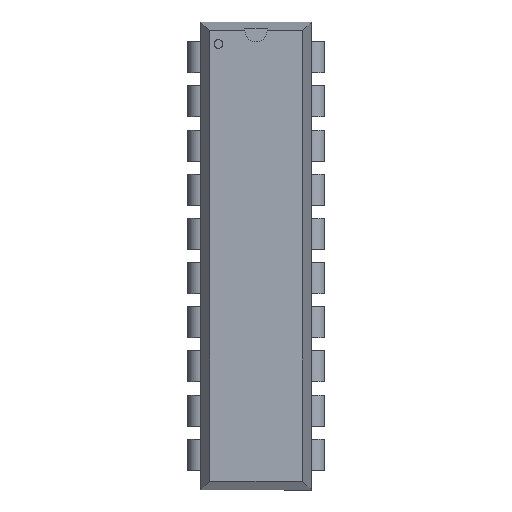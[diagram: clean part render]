
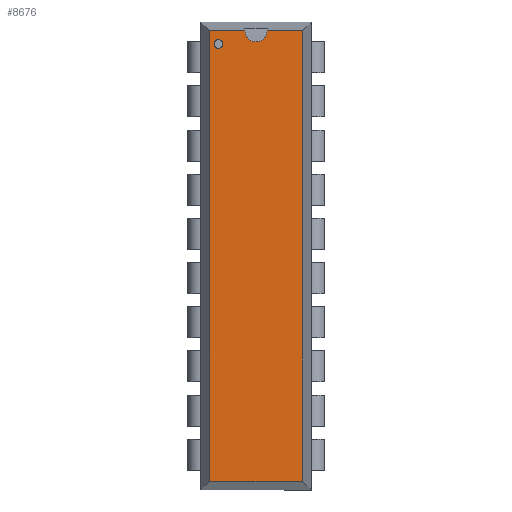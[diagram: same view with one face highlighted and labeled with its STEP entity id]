
A CAD part, top view. The second image highlights one B-rep face of the part: STEP entity #8676.
In plain terms, the highlighted planar face has unit normal (0, 0, 1).
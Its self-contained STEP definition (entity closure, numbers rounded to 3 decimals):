
#8213=CARTESIAN_POINT('',(-2.159,11.936,5.33));
#8214=VERTEX_POINT('',#8213);
#8223=CARTESIAN_POINT('',(-2.159,12.444,5.33));
#8224=VERTEX_POINT('',#8223);
#8225=CARTESIAN_POINT('',(-2.159,12.19,5.33));
#8226=DIRECTION('',(0.0,0.0,1.0));
#8227=DIRECTION('',(0.0,-1.0,0.0));
#8228=AXIS2_PLACEMENT_3D('',#8225,#8226,#8227);
#8229=CIRCLE('',#8228,0.254);
#8230=EDGE_CURVE('',#8224,#8214,#8229,.F.);
#8311=CARTESIAN_POINT('',(2.667,-12.952,5.33));
#8312=VERTEX_POINT('',#8311);
#8319=CARTESIAN_POINT('',(-2.667,-12.952,5.33));
#8320=VERTEX_POINT('',#8319);
#8321=CARTESIAN_POINT('',(-2.667,-12.952,5.33));
#8322=DIRECTION('',(1.0,0.0,0.0));
#8323=VECTOR('',#8322,5.334);
#8324=LINE('',#8321,#8323);
#8325=EDGE_CURVE('',#8312,#8320,#8324,.F.);
#8373=CARTESIAN_POINT('',(-0.635,12.952,5.33));
#8374=VERTEX_POINT('',#8373);
#8408=CARTESIAN_POINT('',(-2.159,12.19,5.33));
#8409=DIRECTION('',(0.0,0.0,1.0));
#8410=DIRECTION('',(0.0,-1.0,0.0));
#8411=AXIS2_PLACEMENT_3D('',#8408,#8409,#8410);
#8412=CIRCLE('',#8411,0.254);
#8413=EDGE_CURVE('',#8214,#8224,#8412,.F.);
#8479=CARTESIAN_POINT('',(2.667,12.952,5.33));
#8480=VERTEX_POINT('',#8479);
#8487=CARTESIAN_POINT('',(2.667,-12.952,5.33));
#8488=DIRECTION('',(0.0,1.0,0.0));
#8489=VECTOR('',#8488,25.904);
#8490=LINE('',#8487,#8489);
#8491=EDGE_CURVE('',#8312,#8480,#8490,.T.);
#8557=CARTESIAN_POINT('',(-2.667,12.952,5.33));
#8558=VERTEX_POINT('',#8557);
#8559=CARTESIAN_POINT('',(-2.667,-12.952,5.33));
#8560=DIRECTION('',(0.0,1.0,0.0));
#8561=VECTOR('',#8560,25.904);
#8562=LINE('',#8559,#8561);
#8563=EDGE_CURVE('',#8320,#8558,#8562,.T.);
#8613=CARTESIAN_POINT('',(0.635,12.952,5.33));
#8614=VERTEX_POINT('',#8613);
#8636=CARTESIAN_POINT('',(0.,12.952,5.33));
#8637=DIRECTION('',(0.0,0.0,1.0));
#8638=DIRECTION('',(0.0,-1.0,0.0));
#8639=AXIS2_PLACEMENT_3D('',#8636,#8637,#8638);
#8640=CIRCLE('',#8639,0.635);
#8641=EDGE_CURVE('',#8614,#8374,#8640,.F.);
#8649=CARTESIAN_POINT('',(2.667,-2.54,5.33));
#8650=DIRECTION('',(0.0,0.0,1.0));
#8651=DIRECTION('',(0.0,-1.0,0.0));
#8652=AXIS2_PLACEMENT_3D('',#8649,#8650,#8651);
#8653=PLANE('',#8652);
#8654=ORIENTED_EDGE('',*,*,#8641,.T.);
#8655=CARTESIAN_POINT('',(-0.635,12.952,5.33));
#8656=DIRECTION('',(-1.0,0.0,0.0));
#8657=VECTOR('',#8656,2.032);
#8658=LINE('',#8655,#8657);
#8659=EDGE_CURVE('',#8558,#8374,#8658,.F.);
#8660=ORIENTED_EDGE('',*,*,#8659,.F.);
#8661=ORIENTED_EDGE('',*,*,#8563,.F.);
#8662=ORIENTED_EDGE('',*,*,#8325,.F.);
#8663=ORIENTED_EDGE('',*,*,#8491,.T.);
#8664=CARTESIAN_POINT('',(2.667,12.952,5.33));
#8665=DIRECTION('',(-1.0,0.0,0.0));
#8666=VECTOR('',#8665,2.032);
#8667=LINE('',#8664,#8666);
#8668=EDGE_CURVE('',#8614,#8480,#8667,.F.);
#8669=ORIENTED_EDGE('',*,*,#8668,.F.);
#8670=EDGE_LOOP('',(#8654,#8660,#8661,#8662,#8663,#8669));
#8671=FACE_OUTER_BOUND('',#8670,.T.);
#8672=ORIENTED_EDGE('',*,*,#8230,.T.);
#8673=ORIENTED_EDGE('',*,*,#8413,.T.);
#8674=EDGE_LOOP('',(#8672,#8673));
#8675=FACE_BOUND('',#8674,.T.);
#8676=ADVANCED_FACE('',(#8671,#8675),#8653,.T.);
